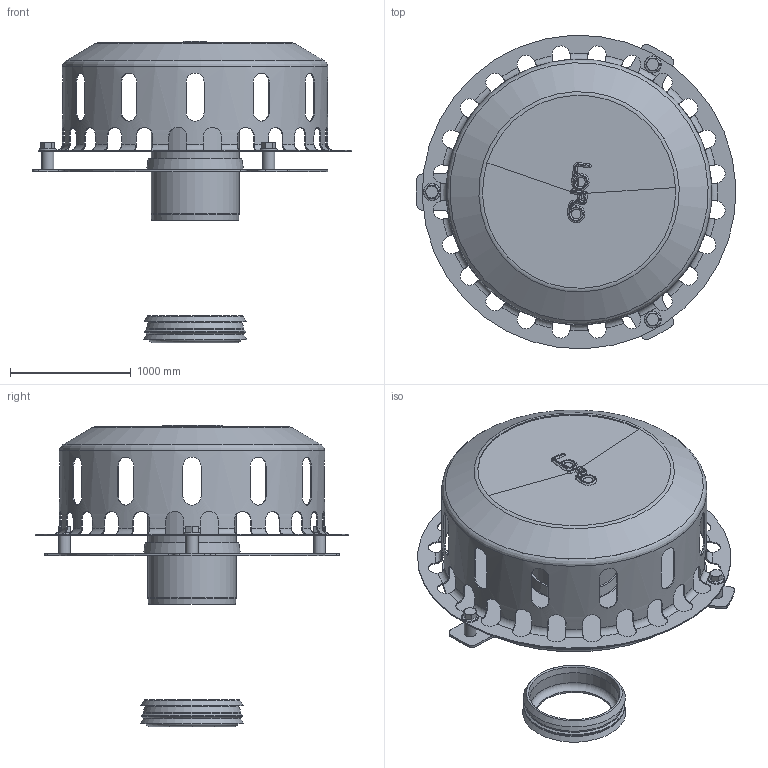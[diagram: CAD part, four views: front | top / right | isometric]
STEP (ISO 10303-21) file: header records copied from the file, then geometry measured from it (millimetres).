
FILE_DESCRIPTION(/* description */ (''),/* implementation_level */ '2;1');
FILE_NAME(/* name */ '15127.070X_3D.stp',/* time_stamp */ '2024-12-11T14:54:31+01:00',/* author */ ('CAD'),/* organization */ (''),/* preprocessor_version */ 'ST-DEVELOPER v20',/* originating_system */ 'AutoCAD Mechanical',/* authorisation */ '');
FILE_SCHEMA (('AUTOMOTIVE_DESIGN { 1 0 10303 214 3 1 1 }'));
Length unit declared in the file: centimetre
Products named in the file (2): Product; *S0
Assembly tree (1 placements, depth 2):
  Product
    *S0
Bounding box: 2648.32 x 2597.53 x 2497.5 mm (x, y, z)
Volume: 169127796.4 mm3; surface area: 31093713.2 mm2
Topology: 10 solids, 10 shells, 491 faces, 1404 edges, 892 vertices
Faces by surface type: cylinder 155, plane 150, torus 91, cone 89, sphere 3, bspline 3
Full cylindrical faces by diameter (mm): 40 x3, 60 x3, 80 x3, 100 x3, 105 x2, 640 x1, 706 x1, 730 x1, 740 x1, 810 x2, 838 x1, 2180 x1, 2200 x1, 2600 x1
Entity records: 21628 total; most frequent: CARTESIAN_POINT 8925, ORIENTED_EDGE 2792, DIRECTION 2542, EDGE_CURVE 1396, AXIS2_PLACEMENT_3D 1002, VERTEX_POINT 892, EDGE_LOOP 542, LINE 538
